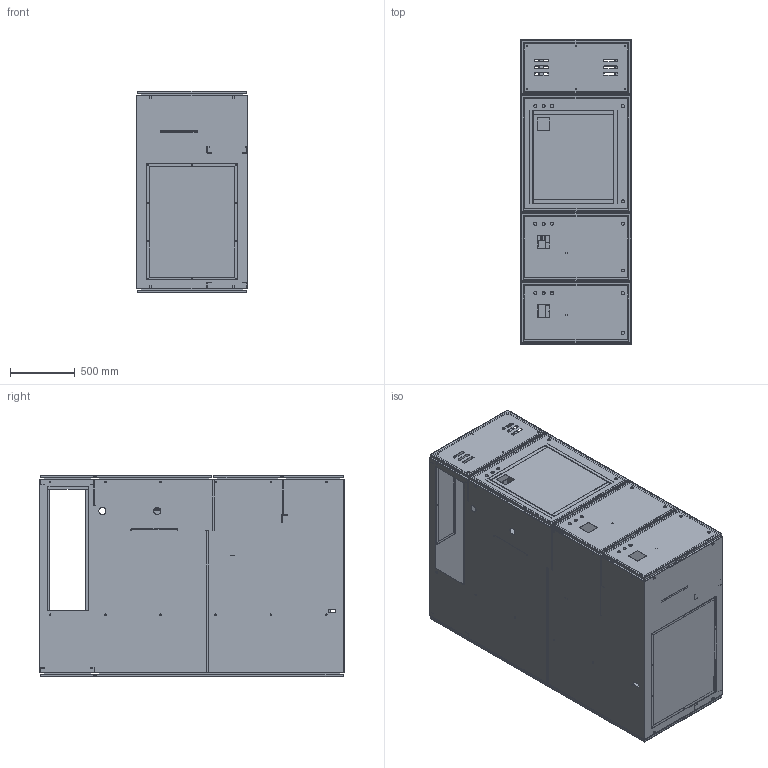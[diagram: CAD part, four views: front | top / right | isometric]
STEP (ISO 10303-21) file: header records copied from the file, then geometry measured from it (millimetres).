
FILE_DESCRIPTION(('FreeCAD Model'),'2;1');
FILE_NAME('Open CASCADE Shape Model','2025-04-26T08:33:24',('FreeCAD'),( 'FreeCAD'),'Open CASCADE STEP processor 7.6','FreeCAD','Unknown');
FILE_SCHEMA(('AUTOMOTIVE_DESIGN { 1 0 10303 214 1 1 1 1 }'));
Products named in the file (1): Open CASCADE STEP translator 7.6 1
Bounding box: 854.65 x 2355.62 x 1552.25 mm (x, y, z)
Volume: 61048525.9 mm3; surface area: 42230620.1 mm2
Topology: 77 solids, 79 shells, 6659 faces, 17880 edges, 11522 vertices
Faces by surface type: bspline 6659
Entity records: 233084 total; most frequent: CARTESIAN_POINT 125914, ORIENTED_EDGE 35760, EDGE_CURVE 17880, B_SPLINE_CURVE_WITH_KNOTS 14357, VERTEX_POINT 11522, FACE_BOUND 8158, EDGE_LOOP 8158, ADVANCED_FACE 6659
